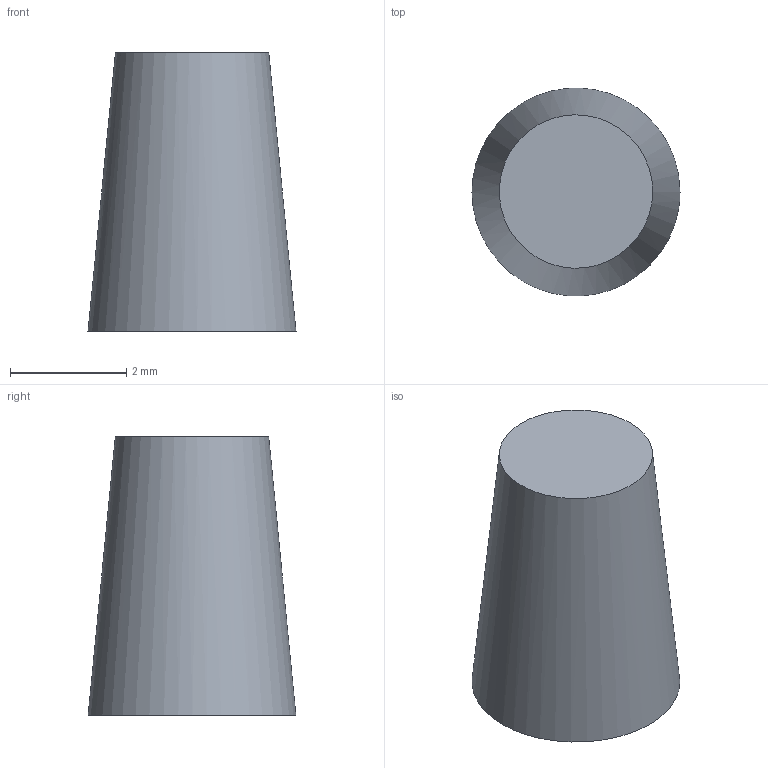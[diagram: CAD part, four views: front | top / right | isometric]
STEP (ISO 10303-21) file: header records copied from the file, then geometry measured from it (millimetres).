
FILE_DESCRIPTION(/* description */ (''),/* implementation_level */ '2;1');
FILE_NAME(/* name */ 'light-diffuser',/* time_stamp */ '2020-03-20T20:45:54-05:00',/* author */ (''),/* organization */ (''),/* preprocessor_version */ 'ST-DEVELOPER v16.5',/* originating_system */ '',/* authorisation */ '');
FILE_SCHEMA (('AUTOMOTIVE_DESIGN_CC2'));
Length unit declared in the file: millimetre
Products named in the file (1): Document
Bounding box: 3.58 x 3.58 x 4.8 mm (x, y, z)
Volume: 36.8 mm3; surface area: 62.8 mm2
Topology: 1 solids, 1 shells, 3 faces, 3 edges, 2 vertices
Faces by surface type: plane 2, bspline 1
Entity records: 95 total; most frequent: CARTESIAN_POINT 44, ORIENTED_EDGE 6, DIRECTION 6, AXIS2_PLACEMENT_3D 4, ADVANCED_FACE 3, FACE_OUTER_BOUND 3, EDGE_LOOP 3, EDGE_CURVE 3
